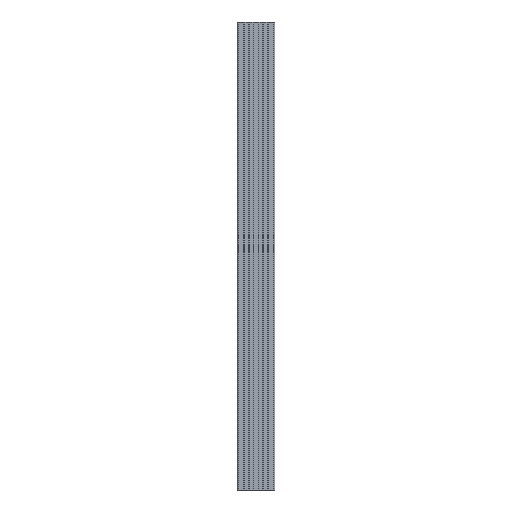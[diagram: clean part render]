
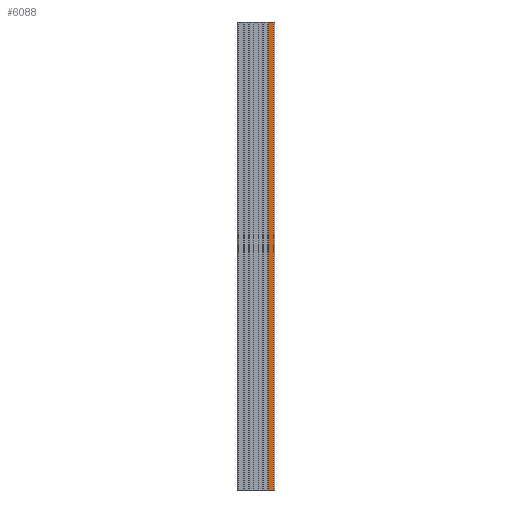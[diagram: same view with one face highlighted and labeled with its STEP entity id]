
A CAD part, front view. The second image highlights one B-rep face of the part: STEP entity #6088.
In plain terms, the highlighted planar face has unit normal (0, -1, 0).
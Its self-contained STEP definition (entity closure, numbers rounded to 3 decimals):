
#326=FACE_OUTER_BOUND($,#622,.T.);
#622=EDGE_LOOP($,(#4605,#4606,#4607,#4608));
#1242=LINE($,#9245,#2058);
#1243=LINE($,#9248,#2059);
#1244=LINE($,#9250,#2060);
#1245=LINE($,#9251,#2061);
#2058=VECTOR($,#7567,1000.);
#2059=VECTOR($,#7570,11.2);
#2060=VECTOR($,#7571,11.2);
#2061=VECTOR($,#7572,1000.);
#2755=VERTEX_POINT($,#9241);
#2756=VERTEX_POINT($,#9243);
#2757=VERTEX_POINT($,#9247);
#2758=VERTEX_POINT($,#9249);
#3532=EDGE_CURVE($,#2755,#2756,#1242,.T.);
#3533=EDGE_CURVE($,#2757,#2755,#1243,.T.);
#3534=EDGE_CURVE($,#2758,#2756,#1244,.T.);
#3535=EDGE_CURVE($,#2757,#2758,#1245,.T.);
#4605=ORIENTED_EDGE($,*,*,#3533,.T.);
#4606=ORIENTED_EDGE($,*,*,#3532,.T.);
#4607=ORIENTED_EDGE($,*,*,#3534,.F.);
#4608=ORIENTED_EDGE($,*,*,#3535,.F.);
#5793=PLANE($,#6455);
#6088=ADVANCED_FACE($,(#326),#5793,.T.);
#6455=AXIS2_PLACEMENT_3D($,#9246,#7568,#7569);
#7567=DIRECTION($,(0.,0.,1.));
#7568=DIRECTION('center_axis',(0.,-1.,0.));
#7569=DIRECTION('ref_axis',(1.,0.,0.));
#7570=DIRECTION($,(1.,0.,0.));
#7571=DIRECTION($,(1.,0.,0.));
#7572=DIRECTION($,(0.,0.,1.));
#9241=CARTESIAN_POINT('',(57.,-60.,0.));
#9243=CARTESIAN_POINT('',(57.,-60.,1000.));
#9245=CARTESIAN_POINT($,(57.,-60.,0.));
#9246=CARTESIAN_POINT('Origin',(45.8,-60.,0.));
#9247=CARTESIAN_POINT('',(45.8,-60.,0.));
#9248=CARTESIAN_POINT($,(45.8,-60.,0.));
#9249=CARTESIAN_POINT('',(45.8,-60.,1000.));
#9250=CARTESIAN_POINT($,(45.8,-60.,1000.));
#9251=CARTESIAN_POINT($,(45.8,-60.,0.));
